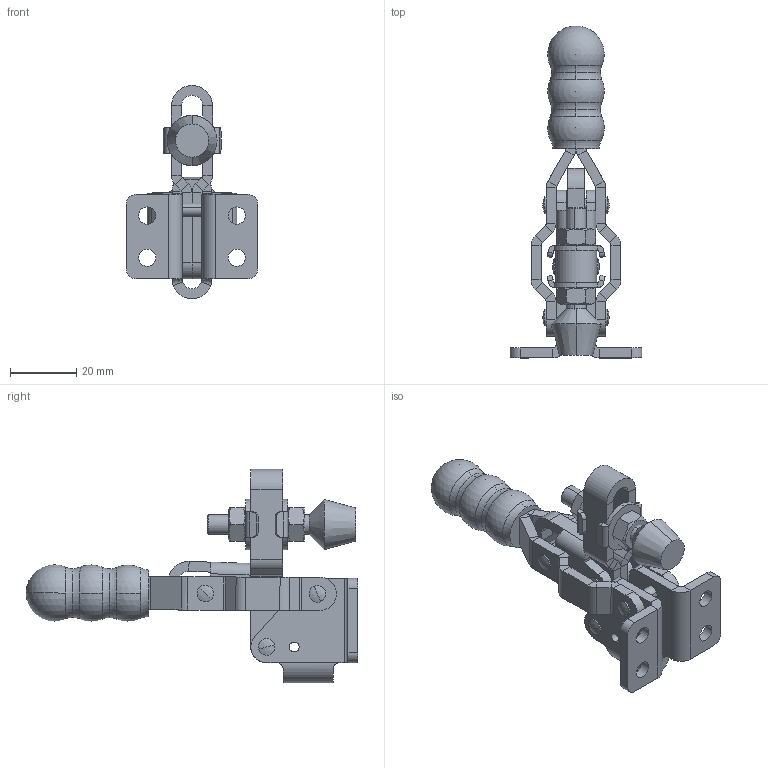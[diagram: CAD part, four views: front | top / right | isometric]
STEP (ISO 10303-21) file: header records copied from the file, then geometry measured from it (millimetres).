
FILE_DESCRIPTION (( 'STEP AP203' ), '1' );
FILE_NAME ('HS-12050-U.STEP', '2019-10-12T03:26:08', ( '微软用户' ), ( '微软中国' ), 'SwSTEP 2.0', 'SolidWorks 2012', '' );
FILE_SCHEMA (( 'CONFIG_CONTROL_DESIGN' ));
Length unit declared in the file: millimetre
Products named in the file (12): HS-12050-U; hex nuts, style 1-grades ab gb_GB_FASTENER_NUT_SNAB1 M6-S; FW-141; hexagon head bolts-full thread gb_GB_FASTENER_BOLT_STBAB A M6X40-C; 眻忒參; 酗种; 揤輸; 忒梟; 蟀裝; 傻种; U陑揤參; 楊擘菁釱
Assembly tree (16 placements, depth 2):
  HS-12050-U
    楊擘菁釱
    U陑揤參
    傻种  x2
    蟀裝
    忒梟  x2
    揤輸
    酗种  x2
    眻忒參
    hexagon head bolts-full thread gb_GB_FASTENER_BOLT_STBAB A M6X40-C
    FW-141  x2
    hex nuts, style 1-grades ab gb_GB_FASTENER_NUT_SNAB1 M6-S  x2
Bounding box: 39.7 x 99.99 x 64.23 mm (x, y, z)
Volume: 26577.3 mm3; surface area: 23123.5 mm2
Topology: 16 solids, 16 shells, 941 faces, 2327 edges, 1452 vertices
Faces by surface type: plane 436, cylinder 233, bspline 146, cone 94, sphere 22, torus 10
Entity records: 30751 total; most frequent: CARTESIAN_POINT 11427, ORIENTED_EDGE 3898, DIRECTION 3365, EDGE_CURVE 1949, VERTEX_POINT 1233, LINE 1163, VECTOR 1163, AXIS2_PLACEMENT_3D 1101
